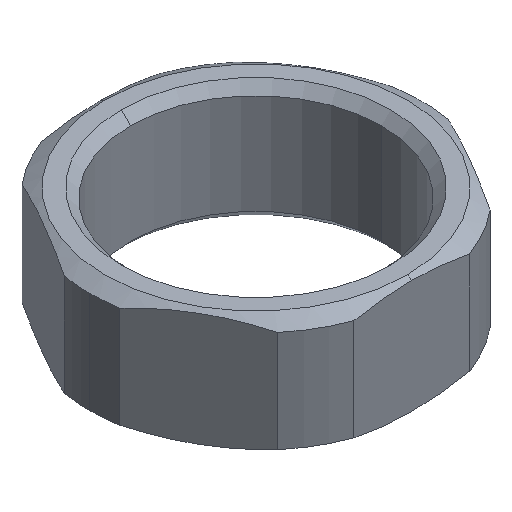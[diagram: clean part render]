
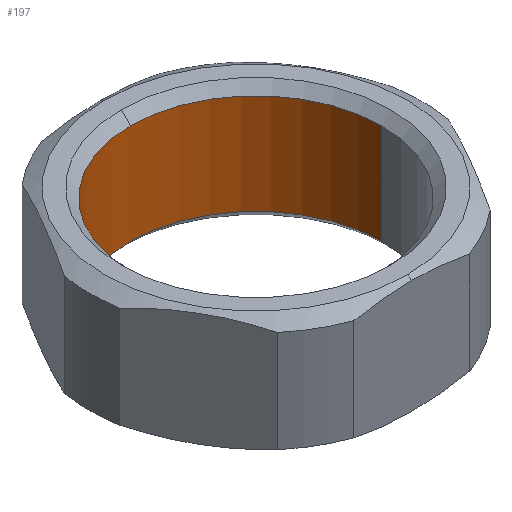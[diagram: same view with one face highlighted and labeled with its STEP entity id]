
A CAD part, isometric view. The second image highlights one B-rep face of the part: STEP entity #197.
In plain terms, the highlighted cylindrical face has radius 8.459 mm (diameter 16.917 mm), a partial arc.
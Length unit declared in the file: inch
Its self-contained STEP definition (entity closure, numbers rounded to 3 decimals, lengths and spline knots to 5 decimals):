
#1 = VERTEX_POINT ( 'NONE', #468 ) ;
#19 = AXIS2_PLACEMENT_3D ( 'NONE', #701, #779, #774 ) ;
#32 = ORIENTED_EDGE ( 'NONE', *, *, #398, .F. ) ;
#82 = CARTESIAN_POINT ( 'NONE',  ( 0., 0., -0.13287 ) ) ;
#115 = VERTEX_POINT ( 'NONE', #173 ) ;
#119 = FACE_OUTER_BOUND ( 'NONE', #157, .T. ) ;
#126 = CARTESIAN_POINT ( 'NONE',  ( 0., 0., 0.13287 ) ) ;
#145 = VERTEX_POINT ( 'NONE', #158 ) ;
#151 = EDGE_CURVE ( 'NONE', #333, #861, #225, .T. ) ;
#157 = EDGE_LOOP ( 'NONE', ( #785, #724, #305, #882, #32 ) ) ;
#158 = CARTESIAN_POINT ( 'NONE',  ( -0.33301, 0., -0.13287 ) ) ;
#166 = AXIS2_PLACEMENT_3D ( 'NONE', #623, #179, #248 ) ;
#173 = CARTESIAN_POINT ( 'NONE',  ( 0.33301, 0., -0.13287 ) ) ;
#179 = DIRECTION ( 'NONE',  ( 0., 0., -1. ) ) ;
#197 = ADVANCED_FACE ( 'NONE', ( #119 ), #659, .F. ) ;
#225 = CIRCLE ( 'NONE', #166, 0.33301 ) ;
#227 = AXIS2_PLACEMENT_3D ( 'NONE', #126, #654, #863 ) ;
#245 = EDGE_CURVE ( 'NONE', #1, #115, #821, .T. ) ;
#248 = DIRECTION ( 'NONE',  ( -1., 0., 0. ) ) ;
#305 = ORIENTED_EDGE ( 'NONE', *, *, #151, .F. ) ;
#306 = DIRECTION ( 'NONE',  ( 0., 0., 1. ) ) ;
#333 = VERTEX_POINT ( 'NONE', #457 ) ;
#335 = CARTESIAN_POINT ( 'NONE',  ( 0.33301, 0., -1.14412 ) ) ;
#366 = CIRCLE ( 'NONE', #734, 0.33301 ) ;
#398 = EDGE_CURVE ( 'NONE', #115, #145, #366, .T. ) ;
#409 = DIRECTION ( 'NONE',  ( 0., 0., -1. ) ) ;
#457 = CARTESIAN_POINT ( 'NONE',  ( -0.33301, 0., 0.13287 ) ) ;
#461 = CIRCLE ( 'NONE', #227, 0.33301 ) ;
#468 = CARTESIAN_POINT ( 'NONE',  ( 0.33301, 0., 0.13287 ) ) ;
#517 = EDGE_CURVE ( 'NONE', #333, #145, #712, .T. ) ;
#529 = DIRECTION ( 'NONE',  ( -1., 0., 0. ) ) ;
#550 = CARTESIAN_POINT ( 'NONE',  ( -0.33301, 0., -1.14412 ) ) ;
#623 = CARTESIAN_POINT ( 'NONE',  ( 0., 0., 0.13287 ) ) ;
#654 = DIRECTION ( 'NONE',  ( 0., 0., -1. ) ) ;
#659 = CYLINDRICAL_SURFACE ( 'NONE', #19, 0.33301 ) ;
#701 = CARTESIAN_POINT ( 'NONE',  ( 0., 0., -1.14412 ) ) ;
#712 = LINE ( 'NONE', #550, #887 ) ;
#724 = ORIENTED_EDGE ( 'NONE', *, *, #768, .F. ) ;
#734 = AXIS2_PLACEMENT_3D ( 'NONE', #82, #306, #529 ) ;
#741 = VECTOR ( 'NONE', #409, 39.37008 ) ;
#768 = EDGE_CURVE ( 'NONE', #861, #1, #461, .T. ) ;
#774 = DIRECTION ( 'NONE',  ( -1., 0., 0. ) ) ;
#779 = DIRECTION ( 'NONE',  ( 0., 0., -1. ) ) ;
#785 = ORIENTED_EDGE ( 'NONE', *, *, #245, .F. ) ;
#793 = CARTESIAN_POINT ( 'NONE',  ( 0., 0.33301, 0.13287 ) ) ;
#821 = LINE ( 'NONE', #335, #741 ) ;
#861 = VERTEX_POINT ( 'NONE', #793 ) ;
#863 = DIRECTION ( 'NONE',  ( -1., 0., 0. ) ) ;
#882 = ORIENTED_EDGE ( 'NONE', *, *, #517, .T. ) ;
#887 = VECTOR ( 'NONE', #915, 39.37008 ) ;
#915 = DIRECTION ( 'NONE',  ( 0., 0., -1. ) ) ;
